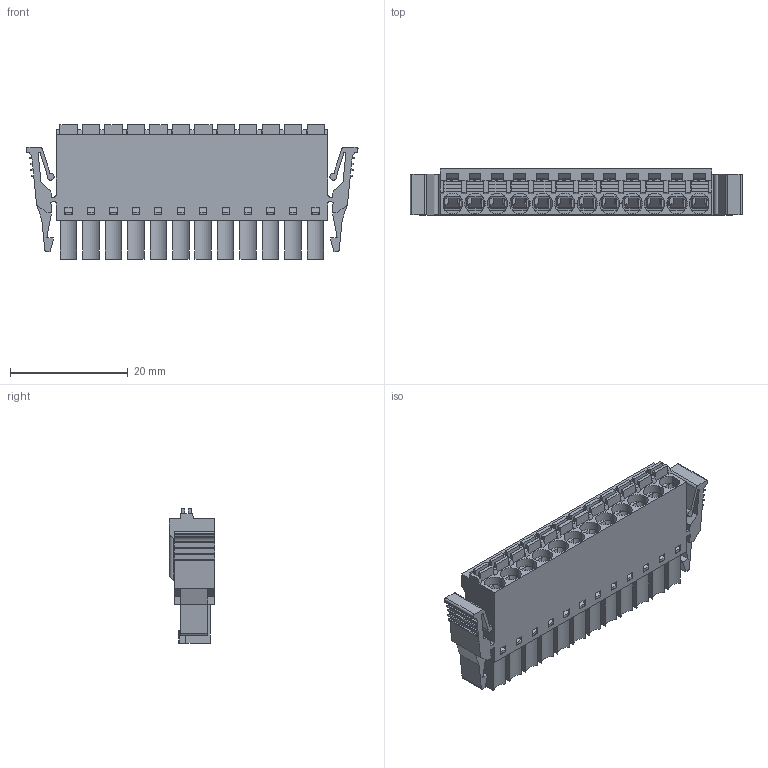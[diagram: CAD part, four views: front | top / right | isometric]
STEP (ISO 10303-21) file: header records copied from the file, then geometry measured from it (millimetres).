
FILE_DESCRIPTION( ( 'Unknown' ), '1' );
FILE_NAME( '691304330012.stp', 'Unknown', ( 'Unknown' ), ( 'Unknown' ), 'PSStep 18.0.17', 'Unknown', ' ' );
FILE_SCHEMA( ( 'AUTOMOTIVE_DESIGN { 1 0 10303 214 1 1 1 1 }' ) );
Length unit declared in the file: millimetre
Products named in the file (6): Assem1; 6913043300xx_Levier; 6913043300xx_Lamelle; 6913043300xx_Pin; 691304330012; 691304330012_Bas
Assembly tree (38 placements, depth 2):
  Assem1
    6913043300xx_Levier  x12
    6913043300xx_Lamelle  x12
    6913043300xx_Pin  x12
    691304330012
    691304330012_Bas
Bounding box: 56.32 x 7.8 x 22.8 mm (x, y, z)
Volume: 4021.8 mm3; surface area: 13495.6 mm2
Topology: 38 solids, 38 shells, 3624 faces, 10184 edges, 6624 vertices
Faces by surface type: plane 2810, cylinder 754, cone 60
Full cylindrical faces by diameter (mm): 1.2 x12, 3.5 x10
Entity records: 80141 total; most frequent: CARTESIAN_POINT 11683, ORIENTED_EDGE 11410, DIRECTION 10421, EDGE_CURVE 5705, LINE 4837, VECTOR 4837, VERTEX_POINT 3774, AXIS2_PLACEMENT_3D 2792
